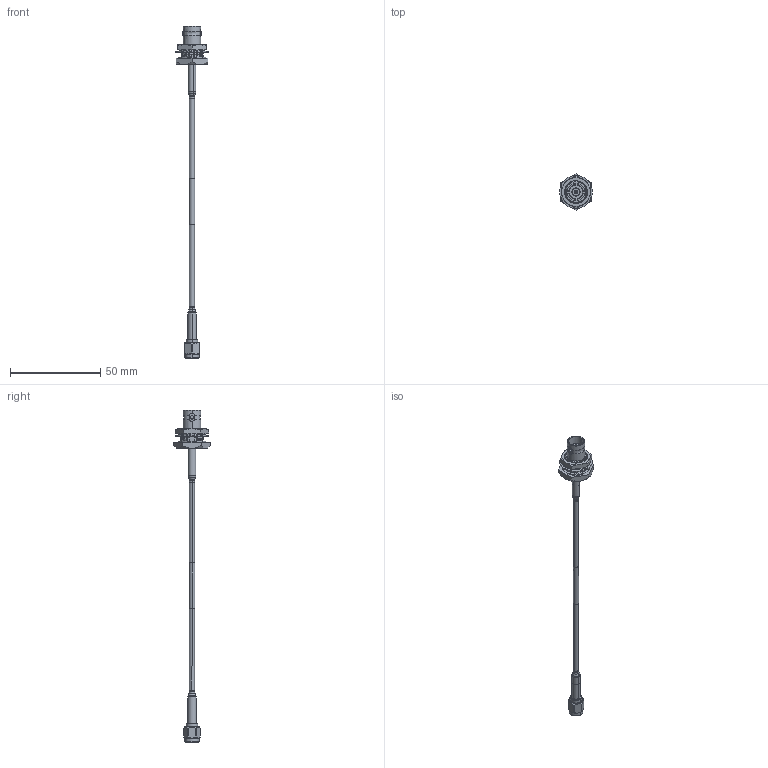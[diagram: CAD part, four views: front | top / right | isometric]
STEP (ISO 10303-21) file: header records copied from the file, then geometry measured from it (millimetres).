
FILE_DESCRIPTION (( 'STEP AP214' ), '1' );
FILE_NAME ('FMCA3239_3D.step', '2023-05-10T07:37:21', ( '' ), ( '' ), 'SwSTEP 2.0', 'SolidWorks 2022', '' );
FILE_SCHEMA (( 'AUTOMOTIVE_DESIGN' ));
Length unit declared in the file: inch
Products named in the file (6): RG188A-U_Cable; SC7060; Copy of HeatShrink_SC6015_BNC BH^FMCA3239; SC6015; FMCA3239_3D; Copy of HeatShrink_SC7060^FMCA3239
Assembly tree (5 placements, depth 2):
  FMCA3239_3D
    SC7060
    Copy of HeatShrink_SC7060^FMCA3239
    RG188A-U_Cable
    Copy of HeatShrink_SC6015_BNC BH^FMCA3239
    SC6015
Bounding box: 18.34 x 20.16 x 184.02 mm (x, y, z)
Volume: 4444.1 mm3; surface area: 5775.4 mm2
Topology: 10 solids, 10 shells, 455 faces, 1208 edges, 795 vertices
Faces by surface type: cylinder 161, plane 151, bspline 75, cone 56, torus 12
Entity records: 25665 total; most frequent: CARTESIAN_POINT 14289, ORIENTED_EDGE 2416, DIRECTION 2017, EDGE_CURVE 1208, VERTEX_POINT 795, AXIS2_PLACEMENT_3D 744, VECTOR 529, LINE 529
